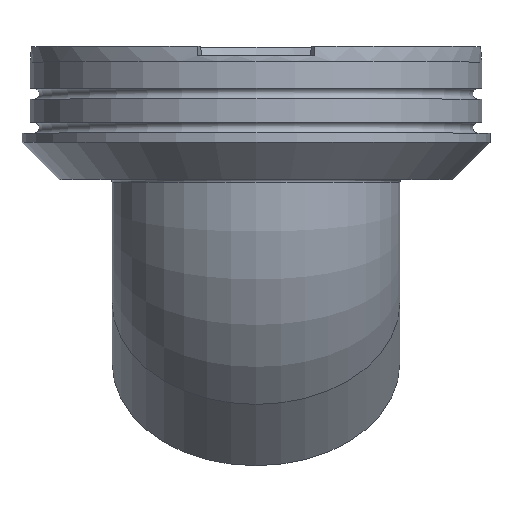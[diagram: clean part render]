
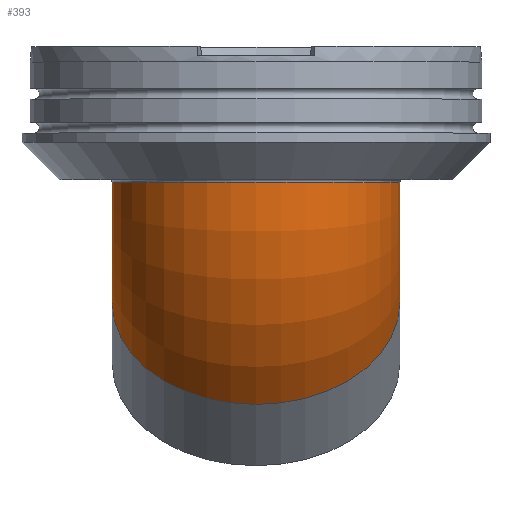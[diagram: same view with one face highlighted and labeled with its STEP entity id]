
A CAD part, top view. The second image highlights one B-rep face of the part: STEP entity #393.
In plain terms, the highlighted toroidal (fillet/blend) face has major radius 55 mm and minor radius 46.5 mm.
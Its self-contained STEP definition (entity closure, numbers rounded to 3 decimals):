
#94=FACE_OUTER_BOUND('',#122,.T.);
#122=EDGE_LOOP('',(#331,#332,#333,#334,#335));
#140=CIRCLE('',#427,46.5);
#161=CIRCLE('',#459,46.5);
#162=CIRCLE('',#460,46.5);
#163=CIRCLE('',#462,8.5);
#174=VERTEX_POINT('',#624);
#200=VERTEX_POINT('',#1038);
#201=VERTEX_POINT('',#1040);
#210=EDGE_CURVE('',#174,#174,#140,.T.);
#248=EDGE_CURVE('',#200,#201,#161,.T.);
#249=EDGE_CURVE('',#201,#200,#162,.T.);
#250=EDGE_CURVE('',#201,#174,#163,.T.);
#331=ORIENTED_EDGE('',*,*,#249,.F.);
#332=ORIENTED_EDGE('',*,*,#250,.T.);
#333=ORIENTED_EDGE('',*,*,#210,.T.);
#334=ORIENTED_EDGE('',*,*,#250,.F.);
#335=ORIENTED_EDGE('',*,*,#248,.F.);
#377=TOROIDAL_SURFACE('',#461,55.,46.5);
#393=ADVANCED_FACE('',(#94),#377,.T.);
#427=AXIS2_PLACEMENT_3D('',#625,#489,#490);
#459=AXIS2_PLACEMENT_3D('',#1041,#566,#567);
#460=AXIS2_PLACEMENT_3D('',#1042,#568,#569);
#461=AXIS2_PLACEMENT_3D('',#1043,#570,#571);
#462=AXIS2_PLACEMENT_3D('',#1044,#572,#573);
#489=DIRECTION('center_axis',(0.,-1.,0.));
#490=DIRECTION('ref_axis',(1.,0.,0.));
#566=DIRECTION('center_axis',(0.,-0.707,-0.707));
#567=DIRECTION('ref_axis',(1.,0.,0.));
#568=DIRECTION('center_axis',(0.,-0.707,-0.707));
#569=DIRECTION('ref_axis',(1.,0.,0.));
#570=DIRECTION('center_axis',(1.,0.,0.));
#571=DIRECTION('ref_axis',(0.,0.,-1.));
#572=DIRECTION('center_axis',(-1.,0.,0.));
#573=DIRECTION('ref_axis',(0.,0.,-1.));
#624=CARTESIAN_POINT('',(0.,-44.,-46.5));
#625=CARTESIAN_POINT('Origin',(0.,-44.,0.));
#1038=CARTESIAN_POINT('',(-46.5,-82.891,-16.109));
#1040=CARTESIAN_POINT('',(0.,-50.01,-48.99));
#1041=CARTESIAN_POINT('Origin',(0.,-82.891,-16.109));
#1042=CARTESIAN_POINT('Origin',(0.,-82.891,-16.109));
#1043=CARTESIAN_POINT('Origin',(0.,-44.,-55.));
#1044=CARTESIAN_POINT('Origin',(0.,-44.,-55.));
